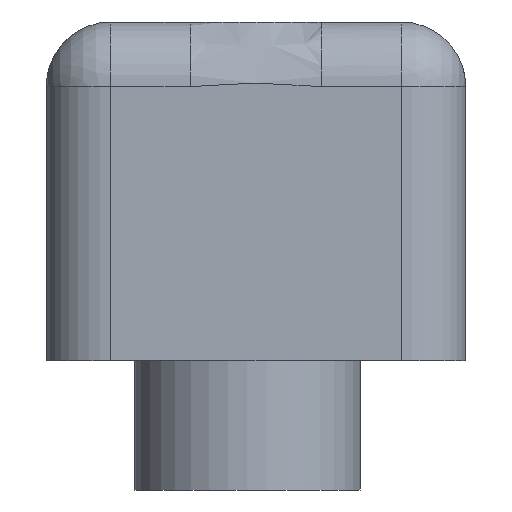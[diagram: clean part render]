
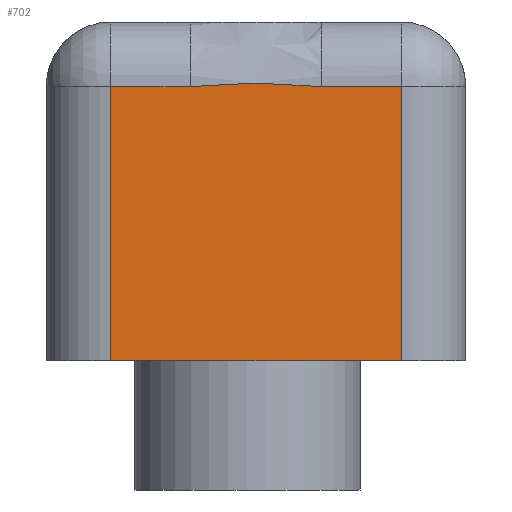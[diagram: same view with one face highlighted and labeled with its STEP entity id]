
A CAD part, front view. The second image highlights one B-rep face of the part: STEP entity #702.
In plain terms, the highlighted planar face has unit normal (0, -1, 0).
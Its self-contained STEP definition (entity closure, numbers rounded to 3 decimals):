
#81 = VERTEX_POINT('',#82);
#82 = CARTESIAN_POINT('',(-41.25,-12.265,0.));
#89 = EDGE_CURVE('',#81,#90,#92,.T.);
#90 = VERTEX_POINT('',#91);
#91 = CARTESIAN_POINT('',(-36.75,-12.265,0.));
#92 = LINE('',#93,#94);
#93 = CARTESIAN_POINT('',(-42.25,-12.265,0.));
#94 = VECTOR('',#95,1.);
#95 = DIRECTION('',(1.,0.,0.));
#625 = EDGE_CURVE('',#81,#626,#628,.T.);
#626 = VERTEX_POINT('',#627);
#627 = CARTESIAN_POINT('',(-41.25,-12.265,4.25));
#628 = LINE('',#629,#630);
#629 = CARTESIAN_POINT('',(-41.25,-12.265,0.));
#630 = VECTOR('',#631,1.);
#631 = DIRECTION('',(0.,0.,1.));
#702 = ADVANCED_FACE('',(#703),#743,.F.);
#703 = FACE_BOUND('',#704,.F.);
#704 = EDGE_LOOP('',(#705,#706,#707,#715,#729,#737));
#705 = ORIENTED_EDGE('',*,*,#89,.F.);
#706 = ORIENTED_EDGE('',*,*,#625,.T.);
#707 = ORIENTED_EDGE('',*,*,#708,.T.);
#708 = EDGE_CURVE('',#626,#709,#711,.T.);
#709 = VERTEX_POINT('',#710);
#710 = CARTESIAN_POINT('',(-40.021,-12.265,4.25));
#711 = LINE('',#712,#713);
#712 = CARTESIAN_POINT('',(-42.25,-12.265,4.25));
#713 = VECTOR('',#714,1.);
#714 = DIRECTION('',(1.,0.,0.));
#715 = ORIENTED_EDGE('',*,*,#716,.T.);
#716 = EDGE_CURVE('',#709,#717,#719,.T.);
#717 = VERTEX_POINT('',#718);
#718 = CARTESIAN_POINT('',(-37.99,-12.265,4.25));
#719 = ( BOUNDED_CURVE() B_SPLINE_CURVE(8,(#720,#721,#722,#723,#724,#725
,#726,#727,#728),.UNSPECIFIED.,.F.,.F.) B_SPLINE_CURVE_WITH_KNOTS((9,9),
(2.229,4.26),.PIECEWISE_BEZIER_KNOTS.) CURVE() 
GEOMETRIC_REPRESENTATION_ITEM() RATIONAL_B_SPLINE_CURVE((1.,1.,1.,1.,1.,
1.,1.,1.,1.)) REPRESENTATION_ITEM('') );
#720 = CARTESIAN_POINT('',(-40.021,-12.265,4.25));
#721 = CARTESIAN_POINT('',(-39.767,-12.265,4.25));
#722 = CARTESIAN_POINT('',(-39.513,-12.265,4.287));
#723 = CARTESIAN_POINT('',(-39.259,-12.265,4.308));
#724 = CARTESIAN_POINT('',(-39.005,-12.265,4.326));
#725 = CARTESIAN_POINT('',(-38.752,-12.265,4.308));
#726 = CARTESIAN_POINT('',(-38.498,-12.265,4.287));
#727 = CARTESIAN_POINT('',(-38.244,-12.265,4.25));
#728 = CARTESIAN_POINT('',(-37.99,-12.265,4.25));
#729 = ORIENTED_EDGE('',*,*,#730,.T.);
#730 = EDGE_CURVE('',#717,#731,#733,.T.);
#731 = VERTEX_POINT('',#732);
#732 = CARTESIAN_POINT('',(-36.75,-12.265,4.25));
#733 = LINE('',#734,#735);
#734 = CARTESIAN_POINT('',(-42.25,-12.265,4.25));
#735 = VECTOR('',#736,1.);
#736 = DIRECTION('',(1.,0.,0.));
#737 = ORIENTED_EDGE('',*,*,#738,.F.);
#738 = EDGE_CURVE('',#90,#731,#739,.T.);
#739 = LINE('',#740,#741);
#740 = CARTESIAN_POINT('',(-36.75,-12.265,0.));
#741 = VECTOR('',#742,1.);
#742 = DIRECTION('',(0.,0.,1.));
#743 = PLANE('',#744);
#744 = AXIS2_PLACEMENT_3D('',#745,#746,#747);
#745 = CARTESIAN_POINT('',(-42.25,-12.265,0.));
#746 = DIRECTION('',(0.,1.,0.));
#747 = DIRECTION('',(1.,0.,0.));
